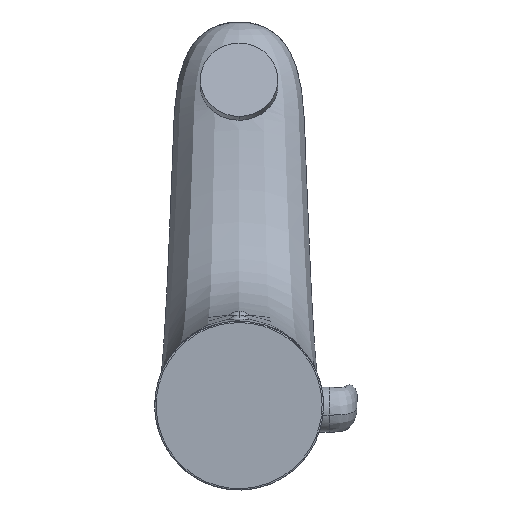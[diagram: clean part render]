
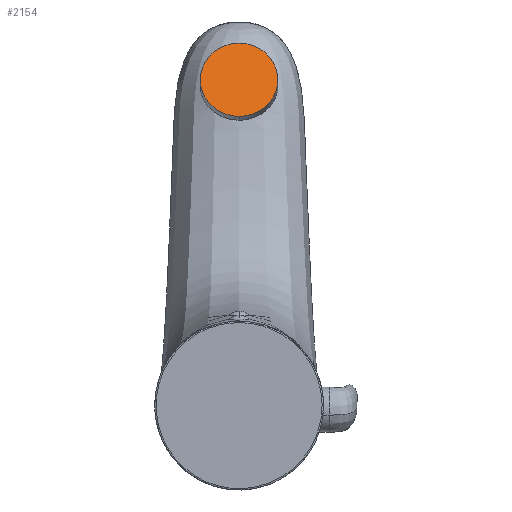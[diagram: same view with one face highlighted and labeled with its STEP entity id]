
A CAD part, front view. The second image highlights one B-rep face of the part: STEP entity #2154.
In plain terms, the highlighted planar face has unit normal (0, -0.946, 0.326).
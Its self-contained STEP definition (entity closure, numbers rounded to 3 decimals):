
#181 = CIRCLE ( 'NONE', #3828, 13.75 ) ;
#319 = CIRCLE ( 'NONE', #5303, 13.75 ) ;
#352 = CARTESIAN_POINT ( 'NONE',  ( 0., 106.822, 115.793 ) ) ;
#361 = DIRECTION ( 'NONE',  ( 0., -0.326, -0.946 ) ) ;
#370 = CARTESIAN_POINT ( 'NONE',  ( 0., 106.822, 115.793 ) ) ;
#419 = DIRECTION ( 'NONE',  ( 0., -0.946, 0.326 ) ) ;
#577 = VERTEX_POINT ( 'NONE', #3365 ) ;
#792 = DIRECTION ( 'NONE',  ( 0., -0.326, -0.946 ) ) ;
#958 = CARTESIAN_POINT ( 'NONE',  ( 0., 102.345, 102.792 ) ) ;
#1330 = FACE_OUTER_BOUND ( 'NONE', #3227, .T. ) ;
#2014 = VERTEX_POINT ( 'NONE', #958 ) ;
#2154 = ADVANCED_FACE ( 'NONE', ( #1330 ), #3057, .T. ) ;
#2289 = ORIENTED_EDGE ( 'NONE', *, *, #2925, .T. ) ;
#2925 = EDGE_CURVE ( 'NONE', #2014, #577, #319, .T. ) ;
#2976 = DIRECTION ( 'NONE',  ( 0., -0.946, 0.326 ) ) ;
#3028 = ORIENTED_EDGE ( 'NONE', *, *, #3319, .T. ) ;
#3057 = PLANE ( 'NONE',  #5592 ) ;
#3227 = EDGE_LOOP ( 'NONE', ( #2289, #3028 ) ) ;
#3319 = EDGE_CURVE ( 'NONE', #577, #2014, #181, .T. ) ;
#3365 = CARTESIAN_POINT ( 'NONE',  ( 0., 111.298, 128.794 ) ) ;
#3402 = DIRECTION ( 'NONE',  ( 0., -0.946, 0.326 ) ) ;
#3828 = AXIS2_PLACEMENT_3D ( 'NONE', #352, #3402, #792 ) ;
#4825 = DIRECTION ( 'NONE',  ( 0., -0.326, -0.946 ) ) ;
#5303 = AXIS2_PLACEMENT_3D ( 'NONE', #5602, #2976, #361 ) ;
#5592 = AXIS2_PLACEMENT_3D ( 'NONE', #370, #419, #4825 ) ;
#5602 = CARTESIAN_POINT ( 'NONE',  ( 0., 106.822, 115.793 ) ) ;
